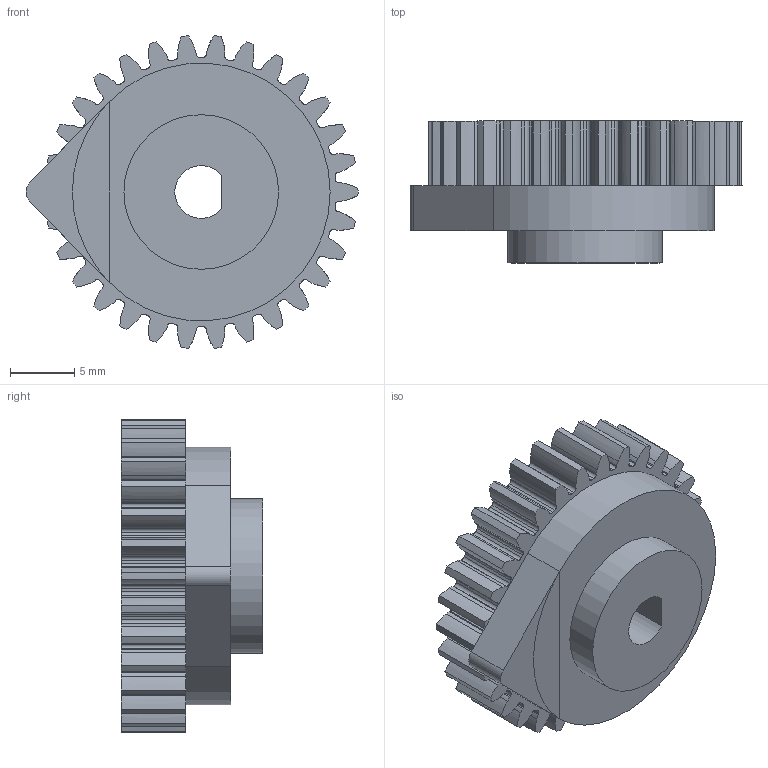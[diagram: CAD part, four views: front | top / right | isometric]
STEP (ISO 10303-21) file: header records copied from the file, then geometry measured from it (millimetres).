
FILE_DESCRIPTION(('FreeCAD Model'),'2;1');
FILE_NAME('Open CASCADE Shape Model','2021-01-04T16:51:46',(''),(''), 'Open CASCADE STEP processor 7.4','FreeCAD','Unknown');
FILE_SCHEMA(('AUTOMOTIVE_DESIGN { 1 0 10303 214 1 1 1 1 }'));
Length unit declared in the file: millimetre
Products named in the file (1): Fillet
Bounding box: 25.76 x 11 x 24.24 mm (x, y, z)
Volume: 3334.5 mm3; surface area: 1978.7 mm2
Topology: 1 solids, 1 shells, 319 faces, 937 edges, 622 vertices
Faces by surface type: cylinder 124, extrusion 120, plane 75
Full cylindrical faces by diameter (mm): 12 x1
Entity records: 24032 total; most frequent: CARTESIAN_POINT 6305, DIRECTION 2969, VECTOR 1932, ORIENTED_EDGE 1874, PCURVE 1874, DEFINITIONAL_REPRESENTATION 1874, LINE 1812, EDGE_CURVE 937
